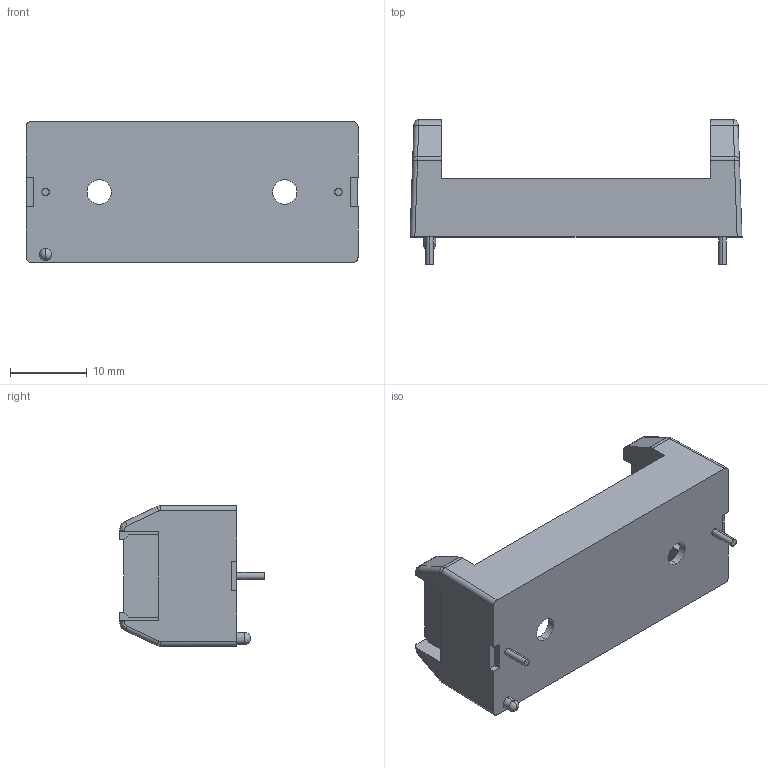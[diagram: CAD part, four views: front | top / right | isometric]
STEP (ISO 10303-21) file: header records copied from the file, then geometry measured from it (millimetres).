
FILE_DESCRIPTION (( 'STEP AP214' ), '1' );
FILE_NAME ('6EF5C9E0-B18A-4053-B6CA-5EDF130818A7.STEP', '2023-11-18T20:15:14', ( '' ), ( '' ), 'SwSTEP 2.0', 'SolidWorks 2022', '' );
FILE_SCHEMA (( 'AUTOMOTIVE_DESIGN' ));
Length unit declared in the file: millimetre
Products named in the file (1): 6EF5C9E0-B18A-4053-B6CA-5EDF130818A7
Bounding box: 43.18 x 18.8 x 18.29 mm (x, y, z)
Volume: 2447.2 mm3; surface area: 4474.4 mm2
Topology: 1 solids, 1 shells, 128 faces, 336 edges, 218 vertices
Faces by surface type: plane 86, cylinder 30, bspline 8, cone 2, torus 2
Entity records: 5356 total; most frequent: CARTESIAN_POINT 855, ORIENTED_EDGE 672, DIRECTION 614, EDGE_CURVE 336, LINE 260, VECTOR 260, VERTEX_POINT 218, AXIS2_PLACEMENT_3D 177
